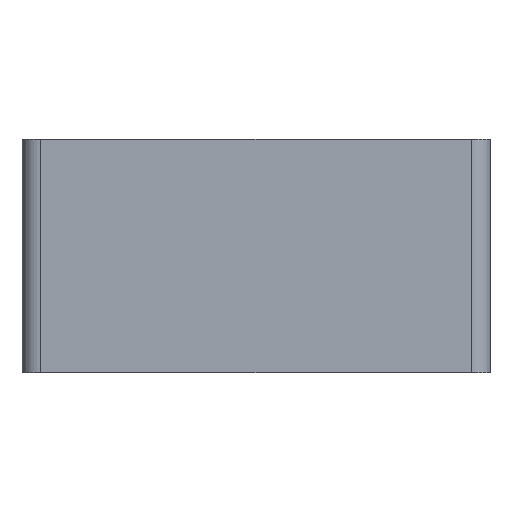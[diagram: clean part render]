
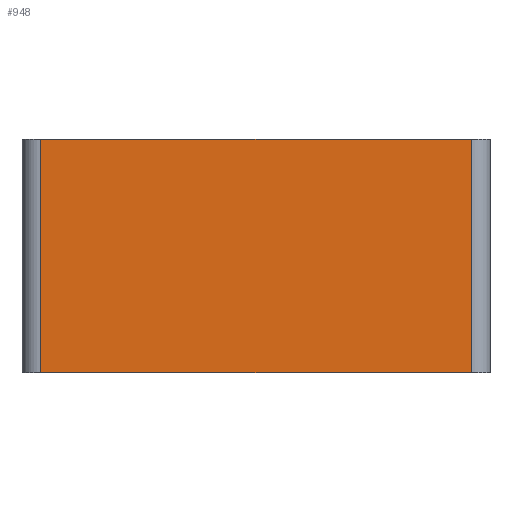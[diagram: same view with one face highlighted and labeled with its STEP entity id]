
A CAD part, left-side view. The second image highlights one B-rep face of the part: STEP entity #948.
In plain terms, the highlighted planar face has unit normal (-1, 0, 0).
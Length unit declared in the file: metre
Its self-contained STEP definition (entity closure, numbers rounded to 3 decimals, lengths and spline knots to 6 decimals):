
#148=ORIENTED_EDGE('',*,*,#406,.T.);
#149=ORIENTED_EDGE('',*,*,#407,.T.);
#150=ORIENTED_EDGE('',*,*,#393,.F.);
#151=ORIENTED_EDGE('',*,*,#408,.T.);
#393=EDGE_CURVE('',#520,#521,#614,.T.);
#406=EDGE_CURVE('',#528,#529,#622,.T.);
#407=EDGE_CURVE('',#529,#521,#623,.F.);
#408=EDGE_CURVE('',#520,#528,#624,.T.);
#520=VERTEX_POINT('',#1492);
#521=VERTEX_POINT('',#1494);
#528=VERTEX_POINT('',#1516);
#529=VERTEX_POINT('',#1517);
#614=LINE('',#1493,#726);
#622=LINE('',#1515,#734);
#623=LINE('',#1518,#735);
#624=LINE('',#1519,#736);
#726=VECTOR('',#1177,1.);
#734=VECTOR('',#1199,1.);
#735=VECTOR('',#1200,1.);
#736=VECTOR('',#1201,1.);
#784=EDGE_LOOP('',(#148,#149,#150,#151));
#848=FACE_BOUND('',#784,.T.);
#908=PLANE('',#1025);
#948=ADVANCED_FACE('',(#848),#908,.F.);
#1025=AXIS2_PLACEMENT_3D('',#1514,#1197,#1198);
#1177=DIRECTION('',(0.,-1.,0.));
#1197=DIRECTION('',(1.,0.,0.));
#1198=DIRECTION('',(0.,0.,-1.));
#1199=DIRECTION('',(0.,-1.,0.));
#1200=DIRECTION('',(0.,0.,-1.));
#1201=DIRECTION('',(0.,0.,-1.));
#1492=CARTESIAN_POINT('',(-0.1,0.046,0.05));
#1493=CARTESIAN_POINT('',(-0.1,0.,0.05));
#1494=CARTESIAN_POINT('',(-0.1,-0.046,0.05));
#1514=CARTESIAN_POINT('',(-0.1,0.,0.05));
#1515=CARTESIAN_POINT('',(-0.1,0.,0.));
#1516=CARTESIAN_POINT('',(-0.1,0.046,0.));
#1517=CARTESIAN_POINT('',(-0.1,-0.046,0.));
#1518=CARTESIAN_POINT('',(-0.1,-0.046,0.05));
#1519=CARTESIAN_POINT('',(-0.1,0.046,0.05));
